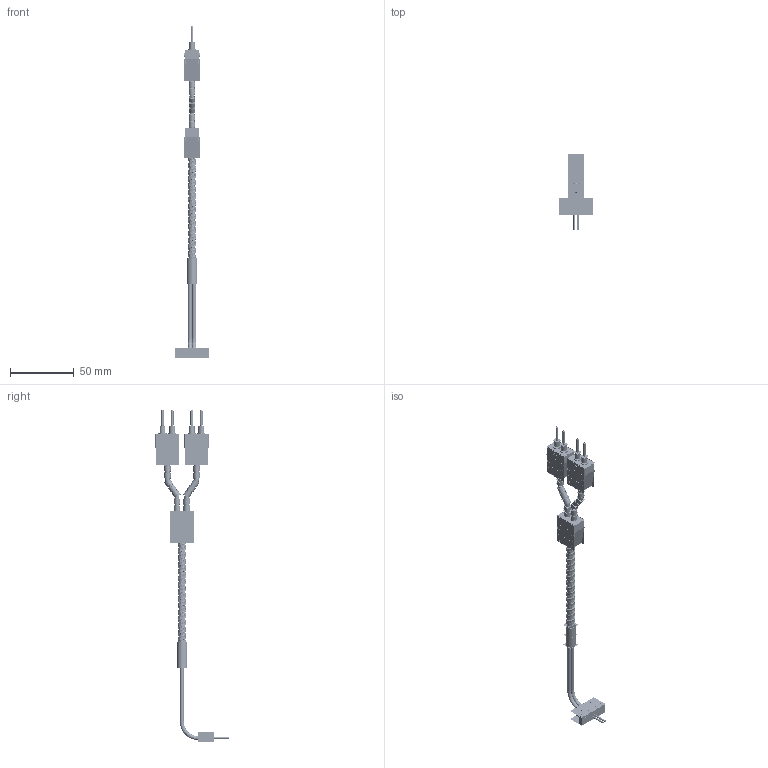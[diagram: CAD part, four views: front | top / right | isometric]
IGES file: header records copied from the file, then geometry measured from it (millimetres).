
Start section:  PTC IGES file: 193402.igs
Global section: file name: 193402.igs; native system: Creo Parametric by PTC Inc.; preprocessor: 2019292; author: PDMAdmin; organization: Unknown; date: 20210525.112344; units: millimetre
Bounding box: 26.42 x 58.48 x 260.37 mm (x, y, z)
Volume: 17268.2 mm3; surface area: 134316.1 mm2
Topology: 44 solids, 44 shells, 3772 faces, 19622 edges, 24950 vertices
Faces by surface type: bspline 2174, revolution 1598
